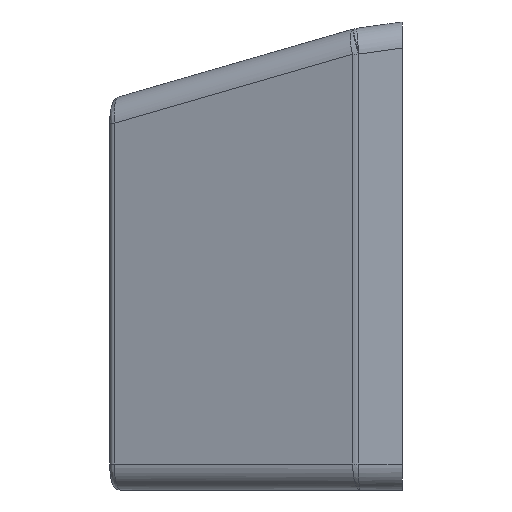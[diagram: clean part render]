
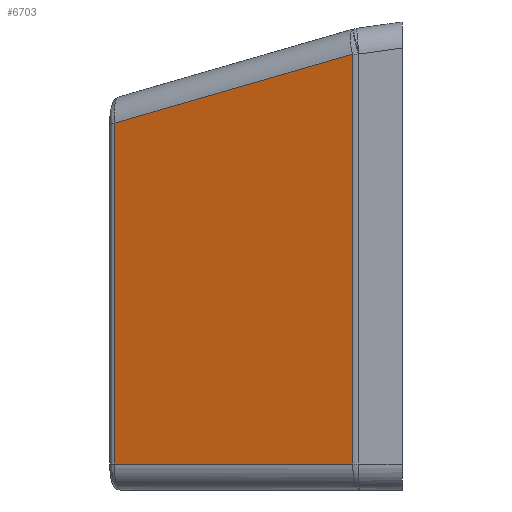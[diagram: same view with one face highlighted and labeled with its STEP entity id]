
A CAD part, left-side view. The second image highlights one B-rep face of the part: STEP entity #6703.
In plain terms, the highlighted planar face has unit normal (-0.957, 0.29, 0).
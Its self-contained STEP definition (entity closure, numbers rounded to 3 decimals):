
#465 = ORIENTED_EDGE ( 'NONE', *, *, #11736, .T. ) ;
#815 = LINE ( 'NONE', #5082, #974 ) ;
#965 = DIRECTION ( 'NONE',  ( 0.279, 0.922, -0.267 ) ) ;
#974 = VECTOR ( 'NONE', #13827, 1000. ) ;
#1047 = CARTESIAN_POINT ( 'NONE',  ( 4.918, 17.638, 12.208 ) ) ;
#1313 = CARTESIAN_POINT ( 'NONE',  ( 0.158, 1.908, 16.762 ) ) ;
#1963 = LINE ( 'NONE', #6660, #7595 ) ;
#2258 = ORIENTED_EDGE ( 'NONE', *, *, #7397, .T. ) ;
#2906 = CARTESIAN_POINT ( 'NONE',  ( 0.158, 1.908, -11.691 ) ) ;
#2928 = CARTESIAN_POINT ( 'NONE',  ( 0.158, 1.908, 1. ) ) ;
#3061 = EDGE_CURVE ( 'NONE', #6326, #12337, #12666, .T. ) ;
#3330 = CARTESIAN_POINT ( 'NONE',  ( 2.932, 11.077, 1. ) ) ;
#4410 = DIRECTION ( 'NONE',  ( 0.957, -0.29, 0. ) ) ;
#4948 = CARTESIAN_POINT ( 'NONE',  ( 2.932, 11.077, 14.107 ) ) ;
#5082 = CARTESIAN_POINT ( 'NONE',  ( 3., 11.3, 1. ) ) ;
#6326 = VERTEX_POINT ( 'NONE', #1313 ) ;
#6623 = DIRECTION ( 'NONE',  ( 0., 0., -1. ) ) ;
#6660 = CARTESIAN_POINT ( 'NONE',  ( 2.932, 11.077, -11.691 ) ) ;
#6703 = ADVANCED_FACE ( 'NONE', ( #7814 ), #11075, .F. ) ;
#7121 = EDGE_CURVE ( 'NONE', #9362, #6326, #7995, .T. ) ;
#7397 = EDGE_CURVE ( 'NONE', #13502, #9362, #815, .T. ) ;
#7525 = ORIENTED_EDGE ( 'NONE', *, *, #7121, .T. ) ;
#7595 = VECTOR ( 'NONE', #6623, 1000. ) ;
#7814 = FACE_OUTER_BOUND ( 'NONE', #8555, .T. ) ;
#7886 = DIRECTION ( 'NONE',  ( 0.29, 0.957, 0. ) ) ;
#7995 = LINE ( 'NONE', #2906, #10546 ) ;
#8407 = DIRECTION ( 'NONE',  ( 0., 0., 1. ) ) ;
#8555 = EDGE_LOOP ( 'NONE', ( #465, #2258, #7525, #8895 ) ) ;
#8723 = VECTOR ( 'NONE', #965, 1000. ) ;
#8895 = ORIENTED_EDGE ( 'NONE', *, *, #3061, .T. ) ;
#9091 = AXIS2_PLACEMENT_3D ( 'NONE', #10978, #4410, #7886 ) ;
#9362 = VERTEX_POINT ( 'NONE', #2928 ) ;
#10546 = VECTOR ( 'NONE', #8407, 1000. ) ;
#10978 = CARTESIAN_POINT ( 'NONE',  ( 3., 11.3, -11.691 ) ) ;
#11075 = PLANE ( 'NONE',  #9091 ) ;
#11736 = EDGE_CURVE ( 'NONE', #12337, #13502, #1963, .T. ) ;
#12337 = VERTEX_POINT ( 'NONE', #4948 ) ;
#12666 = LINE ( 'NONE', #1047, #8723 ) ;
#13502 = VERTEX_POINT ( 'NONE', #3330 ) ;
#13827 = DIRECTION ( 'NONE',  ( -0.29, -0.957, 0. ) ) ;
